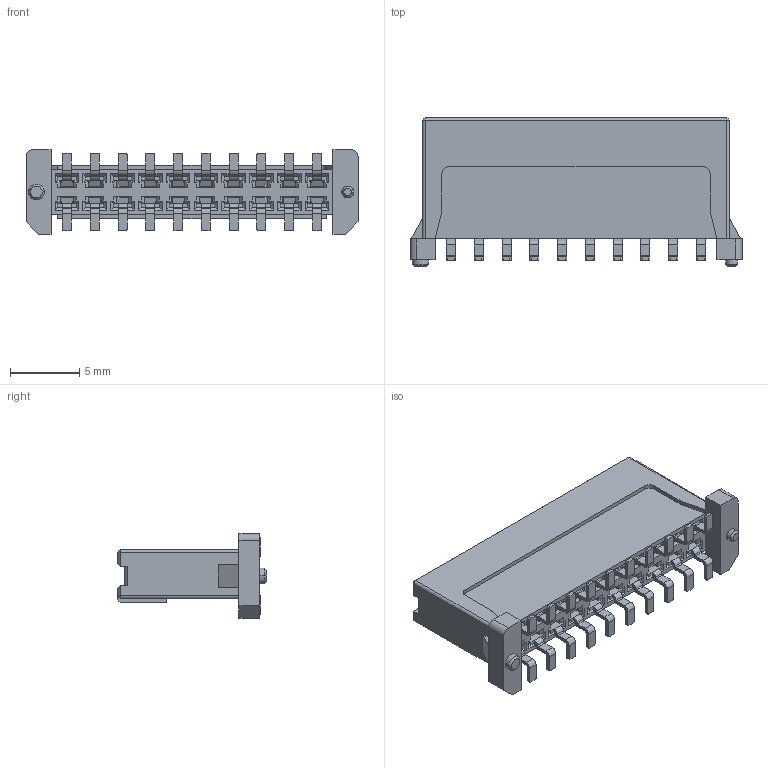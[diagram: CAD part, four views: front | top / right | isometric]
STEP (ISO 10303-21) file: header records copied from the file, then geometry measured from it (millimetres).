
FILE_DESCRIPTION (( 'STEP AP214' ), '1' );
FILE_NAME ('FBB20001-F20S3013K6M-REF.STEP', '2025-09-16T05:38:31', ( '' ), ( '' ), 'SwSTEP 2.0', 'SolidWorks 2021', '' );
FILE_SCHEMA (( 'AUTOMOTIVE_DESIGN' ));
Length unit declared in the file: millimetre
Products named in the file (1): FBB20001-F20S3013K6M-REF
Bounding box: 23.9 x 10.75 x 6.1 mm (x, y, z)
Volume: 529 mm3; surface area: 1646.5 mm2
Topology: 1 solids, 1 shells, 1184 faces, 3418 edges, 2214 vertices
Faces by surface type: plane 840, cylinder 334, cone 10
Entity records: 38560 total; most frequent: ORIENTED_EDGE 6828, CARTESIAN_POINT 6813, DIRECTION 6460, EDGE_CURVE 3414, LINE 2738, VECTOR 2738, VERTEX_POINT 2214, AXIS2_PLACEMENT_3D 1861
